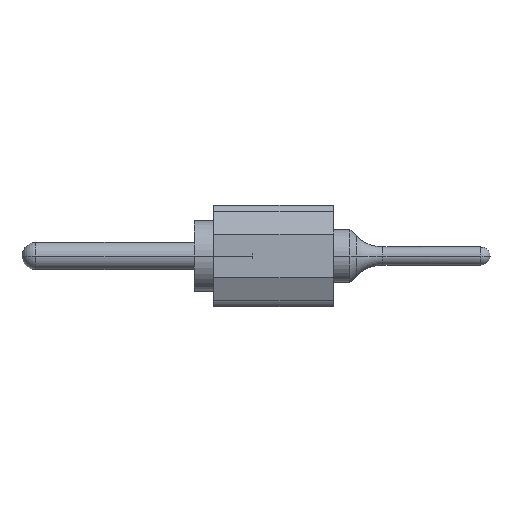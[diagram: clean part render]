
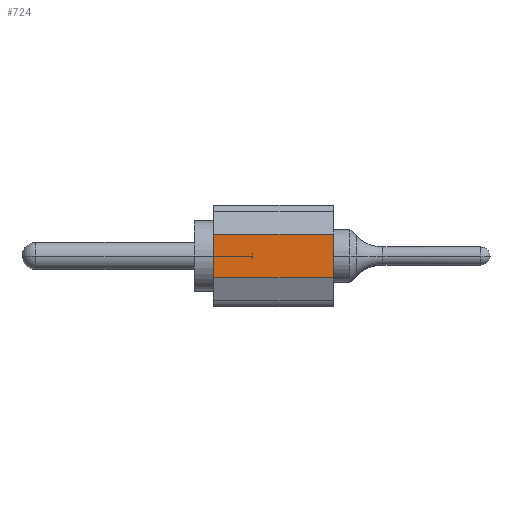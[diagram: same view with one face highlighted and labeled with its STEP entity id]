
A CAD part, left-side view. The second image highlights one B-rep face of the part: STEP entity #724.
In plain terms, the highlighted planar face has unit normal (-1, 0, 0).
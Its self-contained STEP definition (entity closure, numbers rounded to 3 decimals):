
#724=ADVANCED_FACE('',(#2395),#2396,.T.);
#2395=FACE_OUTER_BOUND('',#5060,.T.);
#2396=PLANE('',#5061);
#5060=EDGE_LOOP('',(#9998,#9999,#10000,#10001));
#5061=AXIS2_PLACEMENT_3D('',#10002,#10003,#10004);
#9998=ORIENTED_EDGE('',*,*,#16867,.T.);
#9999=ORIENTED_EDGE('',*,*,#17639,.T.);
#10000=ORIENTED_EDGE('',*,*,#17228,.F.);
#10001=ORIENTED_EDGE('',*,*,#17640,.F.);
#10002=CARTESIAN_POINT('',(1.27,0.0,0.55));
#10003=DIRECTION('',(-1.0,0.0,0.0));
#10004=DIRECTION('',(0.0,0.0,1.0));
#16867=EDGE_CURVE('',#20201,#20199,#20202,.T.);
#17228=EDGE_CURVE('',#20886,#20888,#20889,.T.);
#17639=EDGE_CURVE('',#20199,#20888,#21457,.T.);
#17640=EDGE_CURVE('',#20201,#20886,#21458,.T.);
#20199=VERTEX_POINT('',#25167);
#20201=VERTEX_POINT('',#25170);
#20202=LINE('',#25171,#25172);
#20886=VERTEX_POINT('',#26051);
#20888=VERTEX_POINT('',#26054);
#20889=LINE('',#26055,#26056);
#21457=LINE('',#26878,#26879);
#21458=LINE('',#26880,#26881);
#25167=CARTESIAN_POINT('',(1.27,0.0,-0.55));
#25170=CARTESIAN_POINT('',(1.27,0.0,0.55));
#25171=CARTESIAN_POINT('',(1.27,0.0,0.55));
#25172=VECTOR('',#30947,1.1);
#26051=CARTESIAN_POINT('',(1.27,-3.0,0.55));
#26054=CARTESIAN_POINT('',(1.27,-3.0,-0.55));
#26055=CARTESIAN_POINT('',(1.27,-3.0,0.55));
#26056=VECTOR('',#31636,1.1);
#26878=CARTESIAN_POINT('',(1.27,0.0,-0.55));
#26879=VECTOR('',#32359,3.0);
#26880=CARTESIAN_POINT('',(1.27,0.0,0.55));
#26881=VECTOR('',#32360,3.0);
#30947=DIRECTION('',(0.0,0.0,-1.0));
#31636=DIRECTION('',(0.0,0.0,-1.0));
#32359=DIRECTION('',(0.0,-1.0,0.0));
#32360=DIRECTION('',(0.0,-1.0,0.0));
